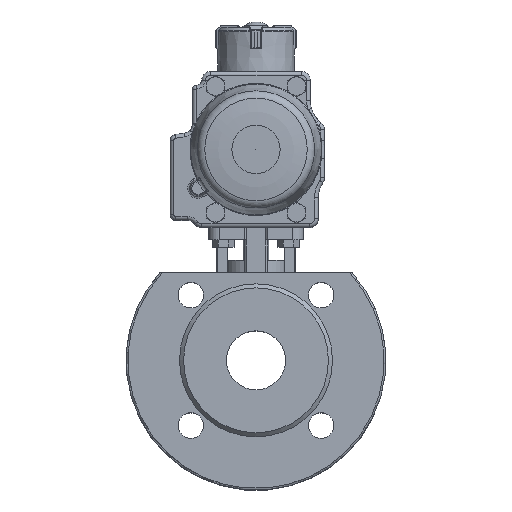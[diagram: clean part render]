
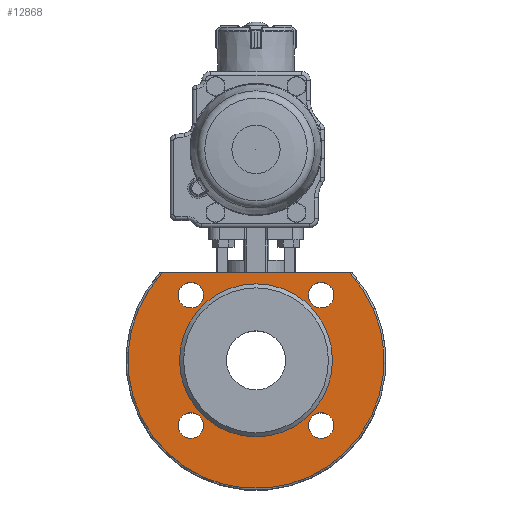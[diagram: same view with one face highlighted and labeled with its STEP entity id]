
A CAD part, top view. The second image highlights one B-rep face of the part: STEP entity #12868.
In plain terms, the highlighted planar face has unit normal (0, 0, 1).
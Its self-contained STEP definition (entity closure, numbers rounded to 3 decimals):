
#620=PLANE('',#13684);
#895=LINE('',#18928,#1682);
#1682=VECTOR('',#15187,1000.);
#2474=ORIENTED_EDGE('',*,*,#5987,.F.);
#2475=ORIENTED_EDGE('',*,*,#5988,.F.);
#2476=ORIENTED_EDGE('',*,*,#5989,.F.);
#2477=ORIENTED_EDGE('',*,*,#5990,.F.);
#2478=ORIENTED_EDGE('',*,*,#5991,.T.);
#2479=ORIENTED_EDGE('',*,*,#5992,.F.);
#2480=ORIENTED_EDGE('',*,*,#5993,.T.);
#5987=EDGE_CURVE('',#7743,#7743,#8898,.T.);
#5988=EDGE_CURVE('',#7744,#7744,#8899,.T.);
#5989=EDGE_CURVE('',#7745,#7745,#8900,.T.);
#5990=EDGE_CURVE('',#7746,#7746,#8901,.T.);
#5991=EDGE_CURVE('',#7747,#7748,#8902,.T.);
#5992=EDGE_CURVE('',#7747,#7748,#895,.T.);
#5993=EDGE_CURVE('',#7749,#7749,#8903,.T.);
#7743=VERTEX_POINT('',#18918);
#7744=VERTEX_POINT('',#18920);
#7745=VERTEX_POINT('',#18922);
#7746=VERTEX_POINT('',#18924);
#7747=VERTEX_POINT('',#18926);
#7748=VERTEX_POINT('',#18927);
#7749=VERTEX_POINT('',#18930);
#8898=CIRCLE('',#13685,6.918);
#8899=CIRCLE('',#13686,6.918);
#8900=CIRCLE('',#13687,6.918);
#8901=CIRCLE('',#13688,6.918);
#8902=CIRCLE('',#13689,69.5);
#8903=CIRCLE('',#13690,41.5);
#9647=EDGE_LOOP('',(#2474));
#9648=EDGE_LOOP('',(#2475));
#9649=EDGE_LOOP('',(#2476));
#9650=EDGE_LOOP('',(#2477));
#9651=EDGE_LOOP('',(#2478,#2479));
#9652=EDGE_LOOP('',(#2480));
#10602=FACE_BOUND('',#9647,.T.);
#10603=FACE_BOUND('',#9648,.T.);
#10604=FACE_BOUND('',#9649,.T.);
#10605=FACE_BOUND('',#9650,.T.);
#10606=FACE_BOUND('',#9651,.T.);
#10607=FACE_BOUND('',#9652,.T.);
#12868=ADVANCED_FACE('',(#10602,#10603,#10604,#10605,#10606,#10607),#620,
 .T.);
#13684=AXIS2_PLACEMENT_3D('',#18916,#15175,#15176);
#13685=AXIS2_PLACEMENT_3D('',#18917,#15177,#15178);
#13686=AXIS2_PLACEMENT_3D('',#18919,#15179,#15180);
#13687=AXIS2_PLACEMENT_3D('',#18921,#15181,#15182);
#13688=AXIS2_PLACEMENT_3D('',#18923,#15183,#15184);
#13689=AXIS2_PLACEMENT_3D('',#18925,#15185,#15186);
#13690=AXIS2_PLACEMENT_3D('',#18929,#15188,#15189);
#15175=DIRECTION('',(0.,0.,1.));
#15176=DIRECTION('',(1.,0.,0.));
#15177=DIRECTION('',(0.,0.,1.));
#15178=DIRECTION('',(1.,0.,0.));
#15179=DIRECTION('',(0.,0.,1.));
#15180=DIRECTION('',(1.,0.,0.));
#15181=DIRECTION('',(0.,0.,1.));
#15182=DIRECTION('',(1.,0.,0.));
#15183=DIRECTION('',(0.,0.,1.));
#15184=DIRECTION('',(1.,0.,0.));
#15185=DIRECTION('',(0.,0.,1.));
#15186=DIRECTION('',(1.,0.,0.));
#15187=DIRECTION('',(1.,0.,0.));
#15188=DIRECTION('',(0.,0.,-1.));
#15189=DIRECTION('',(-1.,0.,0.));
#18916=CARTESIAN_POINT('',(0.,0.,10.));
#18917=CARTESIAN_POINT('',(35.355,-35.355,10.));
#18918=CARTESIAN_POINT('',(42.273,-35.355,10.));
#18919=CARTESIAN_POINT('',(-35.355,-35.355,10.));
#18920=CARTESIAN_POINT('',(-28.438,-35.355,10.));
#18921=CARTESIAN_POINT('',(-35.355,35.355,10.));
#18922=CARTESIAN_POINT('',(-28.438,35.355,10.));
#18923=CARTESIAN_POINT('',(35.355,35.355,10.));
#18924=CARTESIAN_POINT('',(42.273,35.355,10.));
#18925=CARTESIAN_POINT('',(0.,0.,10.));
#18926=CARTESIAN_POINT('',(-50.735,47.5,10.));
#18927=CARTESIAN_POINT('',(50.735,47.5,10.));
#18928=CARTESIAN_POINT('',(0.,47.5,10.));
#18929=CARTESIAN_POINT('',(0.,0.,10.));
#18930=CARTESIAN_POINT('',(-41.5,0.,10.));
